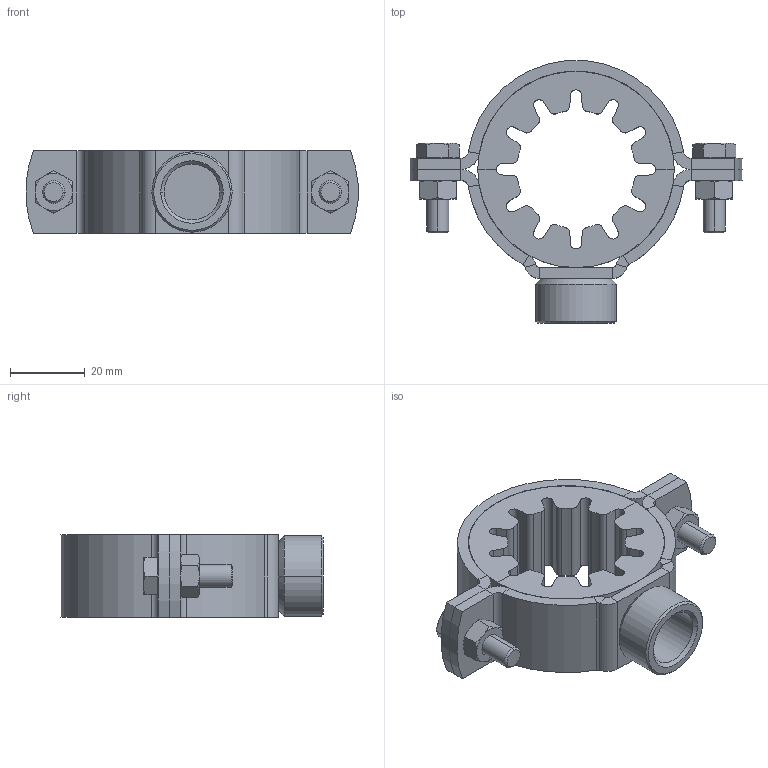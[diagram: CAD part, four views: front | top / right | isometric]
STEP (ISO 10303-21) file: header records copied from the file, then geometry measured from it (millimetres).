
FILE_DESCRIPTION (( 'STEP AP203' ), '1' );
FILE_NAME ('51.823.STEP', '2019-11-21T16:23:09', ( '' ), ( '' ), 'SwSTEP 2.0', 'SolidWorks 2019', '' );
FILE_SCHEMA (( 'CONFIG_CONTROL_DESIGN' ));
Length unit declared in the file: millimetre
Products named in the file (8): 1000003425_04 - Gr. 33-35 - H-17108.604; 1000003419_04 - Gr. 33-35 - H-17107.004; 1000003390_04 - Gr. 33-35 - H-17106.004; 1000003445; 1000003483; 1000003485; 1000003264; 51.823
Assembly tree (10 placements, depth 3):
  51.823
    1000003425_04 - Gr. 33-35 - H-17108.604
      1000003419_04 - Gr. 33-35 - H-17107.004
      1000003264
    1000003390_04 - Gr. 33-35 - H-17106.004
    1000003445  x2
    1000003483  x2
    1000003485  x2
Bounding box: 88.83 x 70.3 x 22 mm (x, y, z)
Volume: 45381.3 mm3; surface area: 26336.8 mm2
Topology: 9 solids, 9 shells, 294 faces, 688 edges, 414 vertices
Faces by surface type: plane 122, cylinder 110, cone 62
Entity records: 6399 total; most frequent: CARTESIAN_POINT 1063, DIRECTION 1001, ORIENTED_EDGE 876, EDGE_CURVE 438, AXIS2_PLACEMENT_3D 393, VERTEX_POINT 259, LINE 215, VECTOR 215
